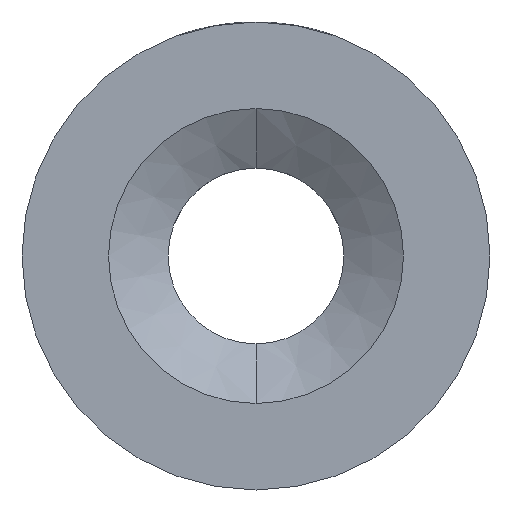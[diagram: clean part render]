
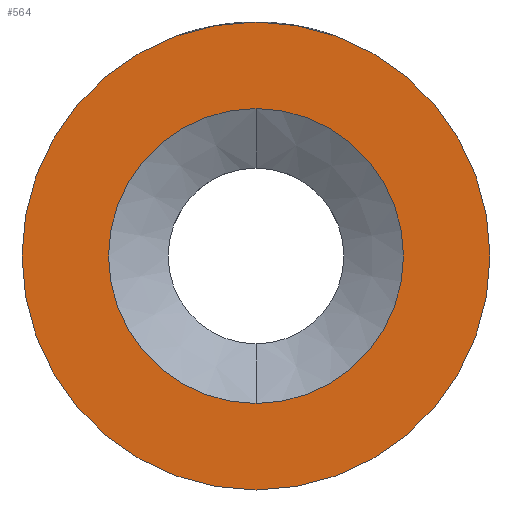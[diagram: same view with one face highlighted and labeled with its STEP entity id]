
A CAD part, front view. The second image highlights one B-rep face of the part: STEP entity #564.
In plain terms, the highlighted planar face has unit normal (0, -1, 0).
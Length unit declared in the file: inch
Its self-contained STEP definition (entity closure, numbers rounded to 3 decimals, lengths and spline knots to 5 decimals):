
#79 = DIRECTION ( 'NONE',  ( 0., 0., -1. ) ) ;
#80 = DIRECTION ( 'NONE',  ( 0., -1., 0. ) ) ;
#82 = CARTESIAN_POINT ( 'NONE',  ( 0., 0., 0. ) ) ;
#84 = CARTESIAN_POINT ( 'NONE',  ( 0., 0., -0.15748 ) ) ;
#89 = CARTESIAN_POINT ( 'NONE',  ( 0., 0., 0.15748 ) ) ;
#105 = CARTESIAN_POINT ( 'NONE',  ( 0., 0., -0.24985 ) ) ;
#121 = CIRCLE ( 'NONE', #201, 0.15748 ) ;
#157 = CIRCLE ( 'NONE', #235, 0.24985 ) ;
#162 = CIRCLE ( 'NONE', #241, 0.24985 ) ;
#190 = DIRECTION ( 'NONE',  ( 0., 0., 1. ) ) ;
#191 = DIRECTION ( 'NONE',  ( 0., 1., 0. ) ) ;
#192 = CARTESIAN_POINT ( 'NONE',  ( 0., 0., 0. ) ) ;
#201 = AXIS2_PLACEMENT_3D ( 'NONE', #82, #80, #79 ) ;
#204 = FACE_BOUND ( 'NONE', #452, .T. ) ;
#223 = FACE_OUTER_BOUND ( 'NONE', #601, .T. ) ;
#235 = AXIS2_PLACEMENT_3D ( 'NONE', #192, #191, #190 ) ;
#241 = AXIS2_PLACEMENT_3D ( 'NONE', #274, #272, #268 ) ;
#254 = AXIS2_PLACEMENT_3D ( 'NONE', #412, #410, #447 ) ;
#259 = CIRCLE ( 'NONE', #323, 0.15748 ) ;
#268 = DIRECTION ( 'NONE',  ( 0., 0., 1. ) ) ;
#272 = DIRECTION ( 'NONE',  ( 0., 1., 0. ) ) ;
#274 = CARTESIAN_POINT ( 'NONE',  ( 0., 0., 0. ) ) ;
#323 = AXIS2_PLACEMENT_3D ( 'NONE', #440, #460, #399 ) ;
#359 = ORIENTED_EDGE ( 'NONE', *, *, #524, .F. ) ;
#399 = DIRECTION ( 'NONE',  ( 0., 0., -1. ) ) ;
#410 = DIRECTION ( 'NONE',  ( 0., 1., 0. ) ) ;
#412 = CARTESIAN_POINT ( 'NONE',  ( 0., 0., 0. ) ) ;
#413 = PLANE ( 'NONE',  #254 ) ;
#420 = VERTEX_POINT ( 'NONE', #687 ) ;
#440 = CARTESIAN_POINT ( 'NONE',  ( 0., 0., 0. ) ) ;
#447 = DIRECTION ( 'NONE',  ( 0., 0., 1. ) ) ;
#452 = EDGE_LOOP ( 'NONE', ( #778, #359 ) ) ;
#460 = DIRECTION ( 'NONE',  ( 0., -1., 0. ) ) ;
#509 = ORIENTED_EDGE ( 'NONE', *, *, #633, .F. ) ;
#524 = EDGE_CURVE ( 'NONE', #767, #782, #259, .T. ) ;
#564 = ADVANCED_FACE ( 'NONE', ( #204, #223 ), #413, .F. ) ;
#601 = EDGE_LOOP ( 'NONE', ( #509, #689 ) ) ;
#620 = EDGE_CURVE ( 'NONE', #420, #760, #162, .T. ) ;
#633 = EDGE_CURVE ( 'NONE', #760, #420, #157, .T. ) ;
#687 = CARTESIAN_POINT ( 'NONE',  ( 0., 0., 0.24985 ) ) ;
#689 = ORIENTED_EDGE ( 'NONE', *, *, #620, .F. ) ;
#760 = VERTEX_POINT ( 'NONE', #105 ) ;
#767 = VERTEX_POINT ( 'NONE', #89 ) ;
#773 = EDGE_CURVE ( 'NONE', #782, #767, #121, .T. ) ;
#778 = ORIENTED_EDGE ( 'NONE', *, *, #773, .F. ) ;
#782 = VERTEX_POINT ( 'NONE', #84 ) ;
